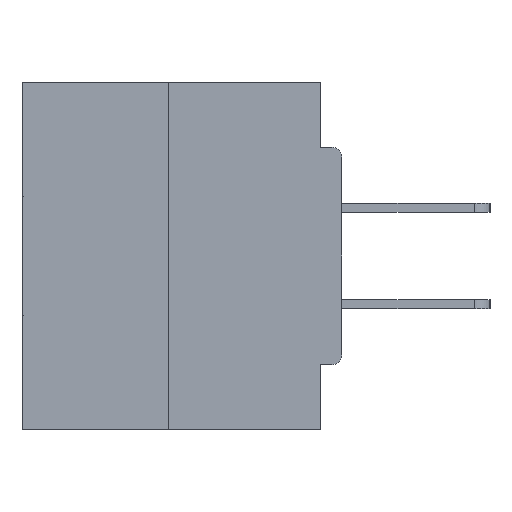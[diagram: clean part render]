
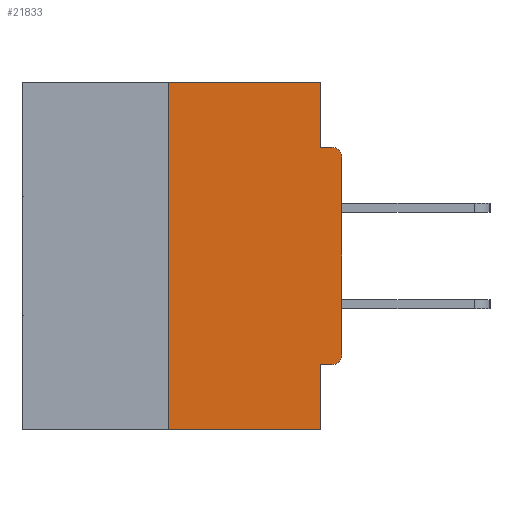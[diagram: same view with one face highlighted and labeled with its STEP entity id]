
A CAD part, left-side view. The second image highlights one B-rep face of the part: STEP entity #21833.
In plain terms, the highlighted planar face has unit normal (-1, 0, 0).
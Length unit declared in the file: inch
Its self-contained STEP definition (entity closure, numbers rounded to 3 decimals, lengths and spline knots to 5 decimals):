
#866 = DIRECTION ( 'NONE',  ( -1., 0., 0. ) ) ;
#1440 = VECTOR ( 'NONE', #27525, 39.37008 ) ;
#1629 = CARTESIAN_POINT ( 'NONE',  ( 0., 0., -0.0935 ) ) ;
#1714 = EDGE_CURVE ( 'NONE', #37714, #22564, #17050, .T. ) ;
#2069 = VERTEX_POINT ( 'NONE', #10101 ) ;
#2564 = VECTOR ( 'NONE', #38794, 39.37008 ) ;
#2865 = LINE ( 'NONE', #18080, #9624 ) ;
#3223 = CARTESIAN_POINT ( 'NONE',  ( 0., 0.015, -0.1085 ) ) ;
#3827 = EDGE_CURVE ( 'NONE', #19682, #2069, #18141, .T. ) ;
#4709 = CARTESIAN_POINT ( 'NONE',  ( 0., 0.031, -0.4065 ) ) ;
#5511 = CARTESIAN_POINT ( 'NONE',  ( 0., 0.031, -0.0935 ) ) ;
#5822 = DIRECTION ( 'NONE',  ( 0., 0., -1. ) ) ;
#5851 = VERTEX_POINT ( 'NONE', #29750 ) ;
#7380 = VECTOR ( 'NONE', #37348, 39.37008 ) ;
#7552 = ORIENTED_EDGE ( 'NONE', *, *, #35543, .F. ) ;
#7855 = ORIENTED_EDGE ( 'NONE', *, *, #28524, .F. ) ;
#8970 = DIRECTION ( 'NONE',  ( 0., 0., -1. ) ) ;
#9624 = VECTOR ( 'NONE', #36898, 39.37008 ) ;
#9755 = LINE ( 'NONE', #15484, #1440 ) ;
#10091 = VERTEX_POINT ( 'NONE', #21114 ) ;
#10101 = CARTESIAN_POINT ( 'NONE',  ( 0., 0.031, -0.5 ) ) ;
#10559 = EDGE_CURVE ( 'NONE', #33398, #5851, #2865, .T. ) ;
#10927 = DIRECTION ( 'NONE',  ( 0., 0., 1. ) ) ;
#11098 = LINE ( 'NONE', #32822, #36748 ) ;
#12079 = ORIENTED_EDGE ( 'NONE', *, *, #38717, .F. ) ;
#13215 = DIRECTION ( 'NONE',  ( 0., 0., 1. ) ) ;
#13759 = DIRECTION ( 'NONE',  ( -1., 0., 0. ) ) ;
#14478 = DIRECTION ( 'NONE',  ( 1., 0., 0. ) ) ;
#15371 = CARTESIAN_POINT ( 'NONE',  ( 0., 0.25, -0.5 ) ) ;
#15484 = CARTESIAN_POINT ( 'NONE',  ( 0., 0.031, -0.5 ) ) ;
#16410 = ORIENTED_EDGE ( 'NONE', *, *, #1714, .F. ) ;
#17050 = LINE ( 'NONE', #26326, #2564 ) ;
#18069 = ORIENTED_EDGE ( 'NONE', *, *, #27053, .F. ) ;
#18080 = CARTESIAN_POINT ( 'NONE',  ( 0., 0.46, 0. ) ) ;
#18141 = LINE ( 'NONE', #30191, #7380 ) ;
#18211 = FACE_OUTER_BOUND ( 'NONE', #33892, .T. ) ;
#19682 = VERTEX_POINT ( 'NONE', #15371 ) ;
#19699 = VECTOR ( 'NONE', #13215, 39.37008 ) ;
#19851 = CARTESIAN_POINT ( 'NONE',  ( 0., 0.015, -0.0935 ) ) ;
#20291 = CARTESIAN_POINT ( 'NONE',  ( 0., 0.015, -0.3915 ) ) ;
#20432 = CARTESIAN_POINT ( 'NONE',  ( 0., 0.46, 0. ) ) ;
#21114 = CARTESIAN_POINT ( 'NONE',  ( 0., 0., -0.3915 ) ) ;
#21142 = EDGE_CURVE ( 'NONE', #37714, #10091, #30800, .T. ) ;
#21373 = AXIS2_PLACEMENT_3D ( 'NONE', #20432, #14478, #8970 ) ;
#21833 = ADVANCED_FACE ( 'NONE', ( #18211 ), #36029, .F. ) ;
#22208 = AXIS2_PLACEMENT_3D ( 'NONE', #3223, #866, #30866 ) ;
#22564 = VERTEX_POINT ( 'NONE', #4709 ) ;
#22923 = VERTEX_POINT ( 'NONE', #19851 ) ;
#23640 = DIRECTION ( 'NONE',  ( 0., 0., -1. ) ) ;
#25342 = VECTOR ( 'NONE', #5822, 39.37008 ) ;
#25987 = VERTEX_POINT ( 'NONE', #26271 ) ;
#26271 = CARTESIAN_POINT ( 'NONE',  ( 0., 0., -0.1085 ) ) ;
#26326 = CARTESIAN_POINT ( 'NONE',  ( 0., 0., -0.4065 ) ) ;
#26382 = AXIS2_PLACEMENT_3D ( 'NONE', #20291, #13759, #23640 ) ;
#26817 = ORIENTED_EDGE ( 'NONE', *, *, #21142, .T. ) ;
#27053 = EDGE_CURVE ( 'NONE', #5851, #31752, #32665, .T. ) ;
#27508 = EDGE_CURVE ( 'NONE', #10091, #25987, #11098, .T. ) ;
#27525 = DIRECTION ( 'NONE',  ( 0., 0., -1. ) ) ;
#28524 = EDGE_CURVE ( 'NONE', #22564, #2069, #9755, .T. ) ;
#28560 = CARTESIAN_POINT ( 'NONE',  ( 0., 0.015, -0.4065 ) ) ;
#28644 = CARTESIAN_POINT ( 'NONE',  ( 0., 0.25, 0. ) ) ;
#29745 = CIRCLE ( 'NONE', #22208, 0.015 ) ;
#29750 = CARTESIAN_POINT ( 'NONE',  ( 0., 0.031, 0. ) ) ;
#30191 = CARTESIAN_POINT ( 'NONE',  ( 0., 0.46, -0.5 ) ) ;
#30800 = CIRCLE ( 'NONE', #26382, 0.015 ) ;
#30866 = DIRECTION ( 'NONE',  ( 0., 0., -1. ) ) ;
#31389 = LINE ( 'NONE', #28644, #19699 ) ;
#31752 = VERTEX_POINT ( 'NONE', #5511 ) ;
#32252 = LINE ( 'NONE', #1629, #33503 ) ;
#32254 = ORIENTED_EDGE ( 'NONE', *, *, #3827, .T. ) ;
#32536 = ORIENTED_EDGE ( 'NONE', *, *, #10559, .F. ) ;
#32665 = LINE ( 'NONE', #35486, #25342 ) ;
#32822 = CARTESIAN_POINT ( 'NONE',  ( 0., 0., 0. ) ) ;
#32959 = CARTESIAN_POINT ( 'NONE',  ( 0., 0.25, 0. ) ) ;
#33398 = VERTEX_POINT ( 'NONE', #32959 ) ;
#33503 = VECTOR ( 'NONE', #38212, 39.37008 ) ;
#33802 = EDGE_CURVE ( 'NONE', #25987, #22923, #29745, .T. ) ;
#33892 = EDGE_LOOP ( 'NONE', ( #32536, #7552, #32254, #7855, #16410, #26817, #35512, #35381, #12079, #18069 ) ) ;
#35381 = ORIENTED_EDGE ( 'NONE', *, *, #33802, .T. ) ;
#35486 = CARTESIAN_POINT ( 'NONE',  ( 0., 0.031, 0. ) ) ;
#35512 = ORIENTED_EDGE ( 'NONE', *, *, #27508, .T. ) ;
#35543 = EDGE_CURVE ( 'NONE', #19682, #33398, #31389, .T. ) ;
#36029 = PLANE ( 'NONE',  #21373 ) ;
#36748 = VECTOR ( 'NONE', #10927, 39.37008 ) ;
#36898 = DIRECTION ( 'NONE',  ( 0., -1., 0. ) ) ;
#37348 = DIRECTION ( 'NONE',  ( 0., -1., 0. ) ) ;
#37714 = VERTEX_POINT ( 'NONE', #28560 ) ;
#38212 = DIRECTION ( 'NONE',  ( 0., -1., 0. ) ) ;
#38717 = EDGE_CURVE ( 'NONE', #31752, #22923, #32252, .T. ) ;
#38794 = DIRECTION ( 'NONE',  ( 0., 1., 0. ) ) ;
